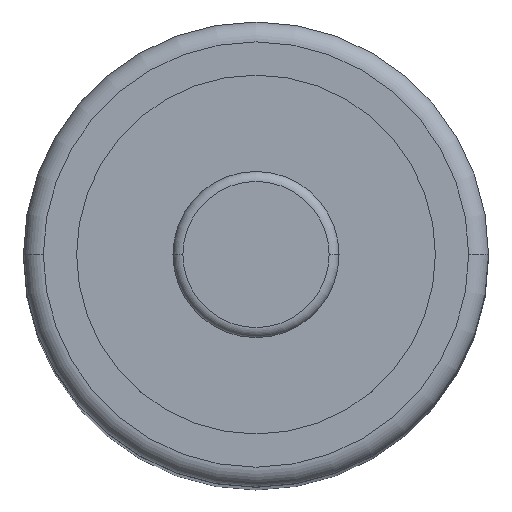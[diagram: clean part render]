
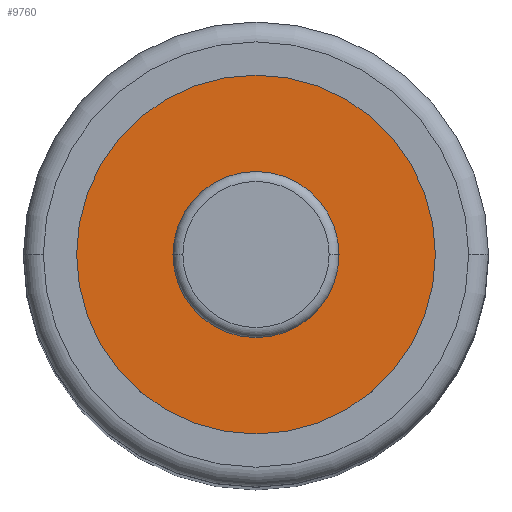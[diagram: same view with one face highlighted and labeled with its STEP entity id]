
A CAD part, top view. The second image highlights one B-rep face of the part: STEP entity #9760.
In plain terms, the highlighted planar face has unit normal (0, 0, 1).
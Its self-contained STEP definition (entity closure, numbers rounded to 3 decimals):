
#12 = DIRECTION ( 'NONE',  ( 0., 0., 1. ) ) ;
#131 = CARTESIAN_POINT ( 'NONE',  ( 0., 0., 49.8 ) ) ;
#624 = EDGE_LOOP ( 'NONE', ( #10474, #10277 ) ) ;
#865 = DIRECTION ( 'NONE',  ( 0., 0., 1. ) ) ;
#881 = CIRCLE ( 'NONE', #7204, 5.4 ) ;
#1039 = ORIENTED_EDGE ( 'NONE', *, *, #10103, .F. ) ;
#1667 = VERTEX_POINT ( 'NONE', #6407 ) ;
#1756 = DIRECTION ( 'NONE',  ( 0., 0., 1. ) ) ;
#2266 = ORIENTED_EDGE ( 'NONE', *, *, #2443, .F. ) ;
#2443 = EDGE_CURVE ( 'NONE', #5006, #1667, #8276, .T. ) ;
#2482 = PLANE ( 'NONE',  #5167 ) ;
#2608 = CARTESIAN_POINT ( 'NONE',  ( 0., 0., 49.8 ) ) ;
#2803 = CARTESIAN_POINT ( 'NONE',  ( -5.4, 0., 49.8 ) ) ;
#3384 = DIRECTION ( 'NONE',  ( 1., 0., 0. ) ) ;
#3398 = DIRECTION ( 'NONE',  ( 0., 0., 1. ) ) ;
#3437 = CARTESIAN_POINT ( 'NONE',  ( 0., 0., 49.8 ) ) ;
#3819 = VERTEX_POINT ( 'NONE', #2803 ) ;
#3915 = AXIS2_PLACEMENT_3D ( 'NONE', #2608, #865, #7766 ) ;
#4257 = AXIS2_PLACEMENT_3D ( 'NONE', #7309, #6528, #5398 ) ;
#5006 = VERTEX_POINT ( 'NONE', #5445 ) ;
#5167 = AXIS2_PLACEMENT_3D ( 'NONE', #131, #3398, #11082 ) ;
#5224 = DIRECTION ( 'NONE',  ( 1., 0., 0. ) ) ;
#5258 = FACE_BOUND ( 'NONE', #8732, .T. ) ;
#5326 = CARTESIAN_POINT ( 'NONE',  ( 5.4, 0., 49.8 ) ) ;
#5398 = DIRECTION ( 'NONE',  ( 1., 0., 0. ) ) ;
#5445 = CARTESIAN_POINT ( 'NONE',  ( 2.5, 0., 49.8 ) ) ;
#6074 = CARTESIAN_POINT ( 'NONE',  ( 0., 0., 49.8 ) ) ;
#6188 = AXIS2_PLACEMENT_3D ( 'NONE', #3437, #12, #3384 ) ;
#6407 = CARTESIAN_POINT ( 'NONE',  ( -2.5, 0., 49.8 ) ) ;
#6528 = DIRECTION ( 'NONE',  ( 0., 0., 1. ) ) ;
#6781 = FACE_OUTER_BOUND ( 'NONE', #624, .T. ) ;
#6828 = VERTEX_POINT ( 'NONE', #5326 ) ;
#6922 = EDGE_CURVE ( 'NONE', #6828, #3819, #11056, .T. ) ;
#7204 = AXIS2_PLACEMENT_3D ( 'NONE', #6074, #1756, #5224 ) ;
#7309 = CARTESIAN_POINT ( 'NONE',  ( 0., 0., 49.8 ) ) ;
#7519 = CIRCLE ( 'NONE', #4257, 2.5 ) ;
#7766 = DIRECTION ( 'NONE',  ( 1., 0., 0. ) ) ;
#8276 = CIRCLE ( 'NONE', #3915, 2.5 ) ;
#8732 = EDGE_LOOP ( 'NONE', ( #1039, #2266 ) ) ;
#9690 = EDGE_CURVE ( 'NONE', #3819, #6828, #881, .T. ) ;
#9760 = ADVANCED_FACE ( 'NONE', ( #5258, #6781 ), #2482, .T. ) ;
#10103 = EDGE_CURVE ( 'NONE', #1667, #5006, #7519, .T. ) ;
#10277 = ORIENTED_EDGE ( 'NONE', *, *, #9690, .T. ) ;
#10474 = ORIENTED_EDGE ( 'NONE', *, *, #6922, .T. ) ;
#11056 = CIRCLE ( 'NONE', #6188, 5.4 ) ;
#11082 = DIRECTION ( 'NONE',  ( 1., 0., 0. ) ) ;
